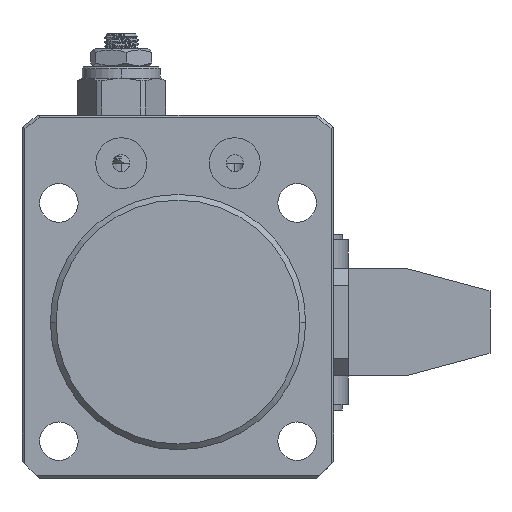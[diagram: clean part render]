
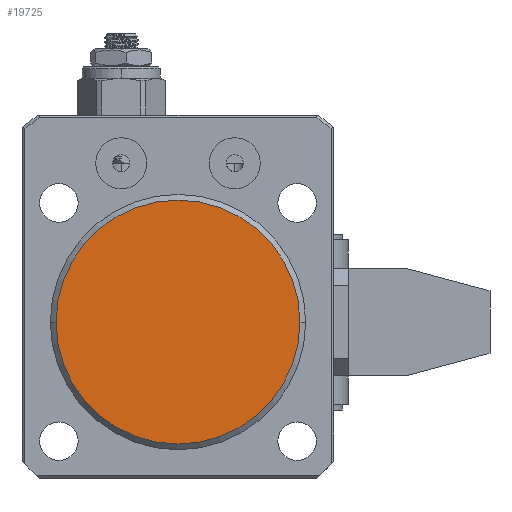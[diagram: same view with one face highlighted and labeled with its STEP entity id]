
A CAD part, left-side view. The second image highlights one B-rep face of the part: STEP entity #19725.
In plain terms, the highlighted planar face has unit normal (-1, 0, 0).
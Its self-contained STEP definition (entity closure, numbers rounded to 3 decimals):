
#1035 = EDGE_CURVE ( 'NONE', #16007, #31626, #16430, .T. ) ;
#5707 = CARTESIAN_POINT ( 'NONE',  ( 0., 0., 0. ) ) ;
#5914 = AXIS2_PLACEMENT_3D ( 'NONE', #15786, #15747, #15738 ) ;
#8680 = DIRECTION ( 'NONE',  ( 0., 0., -1. ) ) ;
#10017 = CARTESIAN_POINT ( 'NONE',  ( 0., 21.5, 0. ) ) ;
#15738 = DIRECTION ( 'NONE',  ( 0., 1., 0. ) ) ;
#15747 = DIRECTION ( 'NONE',  ( 1., 0., 0. ) ) ;
#15786 = CARTESIAN_POINT ( 'NONE',  ( 0., 0., 0. ) ) ;
#16007 = VERTEX_POINT ( 'NONE', #10017 ) ;
#16430 = CIRCLE ( 'NONE', #5914, 21.5 ) ;
#17446 = DIRECTION ( 'NONE',  ( 1., 0., 0. ) ) ;
#19170 = AXIS2_PLACEMENT_3D ( 'NONE', #35094, #17446, #37978 ) ;
#19725 = ADVANCED_FACE ( 'NONE', ( #24198 ), #32115, .F. ) ;
#20212 = ORIENTED_EDGE ( 'NONE', *, *, #1035, .F. ) ;
#24198 = FACE_OUTER_BOUND ( 'NONE', #31212, .T. ) ;
#26348 = DIRECTION ( 'NONE',  ( 1., 0., 0. ) ) ;
#29979 = CARTESIAN_POINT ( 'NONE',  ( 0., -21.5, 0. ) ) ;
#31212 = EDGE_LOOP ( 'NONE', ( #20212, #35066 ) ) ;
#31626 = VERTEX_POINT ( 'NONE', #29979 ) ;
#32115 = PLANE ( 'NONE',  #32941 ) ;
#32941 = AXIS2_PLACEMENT_3D ( 'NONE', #5707, #26348, #8680 ) ;
#35066 = ORIENTED_EDGE ( 'NONE', *, *, #37107, .F. ) ;
#35094 = CARTESIAN_POINT ( 'NONE',  ( 0., 0., 0. ) ) ;
#35573 = CIRCLE ( 'NONE', #19170, 21.5 ) ;
#37107 = EDGE_CURVE ( 'NONE', #31626, #16007, #35573, .T. ) ;
#37978 = DIRECTION ( 'NONE',  ( 0., 1., 0. ) ) ;
